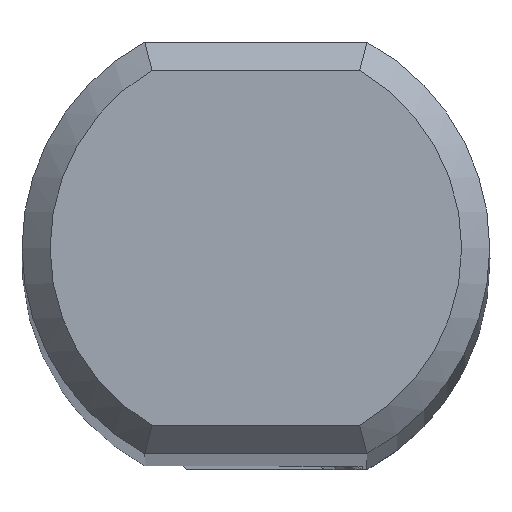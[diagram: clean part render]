
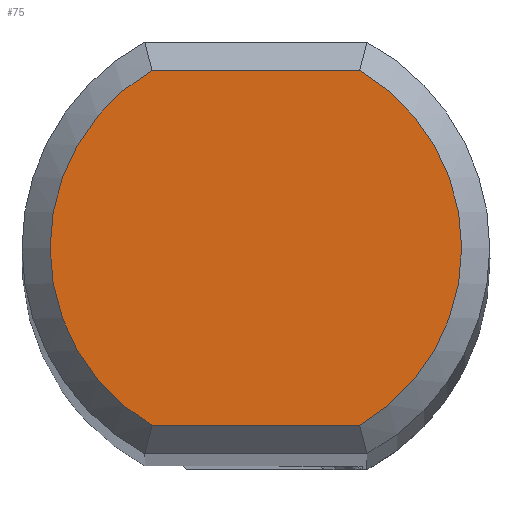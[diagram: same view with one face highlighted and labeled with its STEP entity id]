
A CAD part, top view. The second image highlights one B-rep face of the part: STEP entity #75.
In plain terms, the highlighted planar face has unit normal (0, 0, 1).
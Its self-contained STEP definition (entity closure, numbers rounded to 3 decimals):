
#56=PLANE('',#630);
#75=ADVANCED_FACE('',(#108),#56,.T.);
#108=FACE_OUTER_BOUND('',#135,.T.);
#135=EDGE_LOOP('',(#221,#222,#223,#224,#225,#226));
#153=CIRCLE('',#626,2.2);
#154=CIRCLE('',#627,2.2);
#155=CIRCLE('',#628,2.2);
#156=CIRCLE('',#629,2.2);
#221=ORIENTED_EDGE('',*,*,#381,.F.);
#222=ORIENTED_EDGE('',*,*,#382,.F.);
#223=ORIENTED_EDGE('',*,*,#383,.F.);
#224=ORIENTED_EDGE('',*,*,#384,.F.);
#225=ORIENTED_EDGE('',*,*,#385,.F.);
#226=ORIENTED_EDGE('',*,*,#386,.F.);
#325=VERTEX_POINT('',#1049);
#326=VERTEX_POINT('',#1050);
#327=VERTEX_POINT('',#1052);
#328=VERTEX_POINT('',#1054);
#329=VERTEX_POINT('',#1056);
#330=VERTEX_POINT('',#1058);
#381=EDGE_CURVE('',#325,#326,#505,.T.);
#382=EDGE_CURVE('',#327,#325,#153,.T.);
#383=EDGE_CURVE('',#328,#327,#154,.T.);
#384=EDGE_CURVE('',#329,#328,#506,.T.);
#385=EDGE_CURVE('',#330,#329,#155,.T.);
#386=EDGE_CURVE('',#326,#330,#156,.T.);
#505=LINE('',#1048,#542);
#506=LINE('',#1055,#543);
#542=VECTOR('',#720,1.);
#543=VECTOR('',#725,1.);
#626=AXIS2_PLACEMENT_3D('',#1051,#721,#722);
#627=AXIS2_PLACEMENT_3D('',#1053,#723,#724);
#628=AXIS2_PLACEMENT_3D('',#1057,#726,#727);
#629=AXIS2_PLACEMENT_3D('',#1059,#728,#729);
#630=AXIS2_PLACEMENT_3D('',#1060,#730,#731);
#720=DIRECTION('',(-1.,0.,0.));
#721=DIRECTION('',(0.,0.,-1.));
#722=DIRECTION('',(1.,0.,0.));
#723=DIRECTION('',(0.,0.,-1.));
#724=DIRECTION('',(0.504,0.864,0.));
#725=DIRECTION('',(1.,0.,0.));
#726=DIRECTION('',(0.,0.,-1.));
#727=DIRECTION('',(-1.,0.,0.));
#728=DIRECTION('',(0.,0.,-1.));
#729=DIRECTION('',(-0.504,-0.864,0.));
#730=DIRECTION('',(0.,0.,1.));
#731=DIRECTION('',(0.,1.,0.));
#1048=CARTESIAN_POINT('',(1.109,-1.9,0.));
#1049=CARTESIAN_POINT('',(1.109,-1.9,0.));
#1050=CARTESIAN_POINT('',(-1.109,-1.9,0.));
#1051=CARTESIAN_POINT('',(0.,0.,0.));
#1052=CARTESIAN_POINT('',(2.2,0.,0.));
#1053=CARTESIAN_POINT('',(0.,0.,0.));
#1054=CARTESIAN_POINT('',(1.109,1.9,0.));
#1055=CARTESIAN_POINT('',(-1.109,1.9,0.));
#1056=CARTESIAN_POINT('',(-1.109,1.9,0.));
#1057=CARTESIAN_POINT('',(0.,0.,0.));
#1058=CARTESIAN_POINT('',(-2.2,0.,0.));
#1059=CARTESIAN_POINT('',(0.,0.,0.));
#1060=CARTESIAN_POINT('',(0.,0.,0.));
